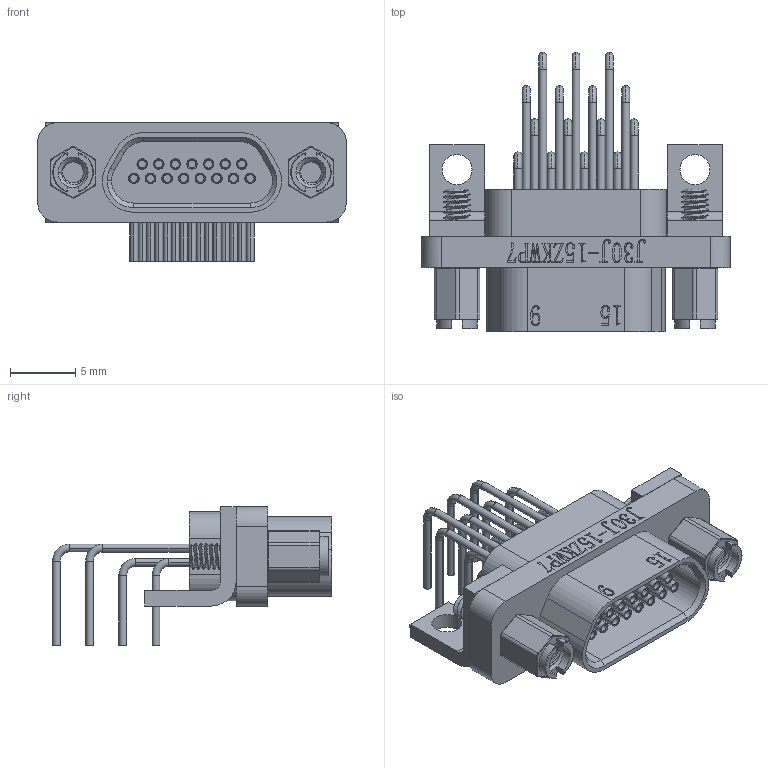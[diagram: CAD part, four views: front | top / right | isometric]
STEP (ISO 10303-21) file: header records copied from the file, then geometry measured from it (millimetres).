
FILE_DESCRIPTION (( 'STEP AP203' ), '1' );
FILE_NAME ('FMD005-F015BDRD-00.STEP', '2025-08-27T06:24:57', ( '' ), ( '' ), 'SwSTEP 2.0', 'SolidWorks 2021', '' );
FILE_SCHEMA (( 'CONFIG_CONTROL_DESIGN' ));
Length unit declared in the file: millimetre
Products named in the file (1): FMD005-F015BDRD-00
Bounding box: 23.6 x 21.36 x 10.6 mm (x, y, z)
Volume: 1129 mm3; surface area: 1965.7 mm2
Topology: 1 solids, 1 shells, 1214 faces, 3228 edges, 2105 vertices
Faces by surface type: plane 587, cylinder 266, bspline 256, torus 60, cone 45
Entity records: 50230 total; most frequent: CARTESIAN_POINT 21656, ORIENTED_EDGE 6456, DIRECTION 5045, EDGE_CURVE 3228, VERTEX_POINT 2105, VECTOR 2009, LINE 2009, AXIS2_PLACEMENT_3D 1518
